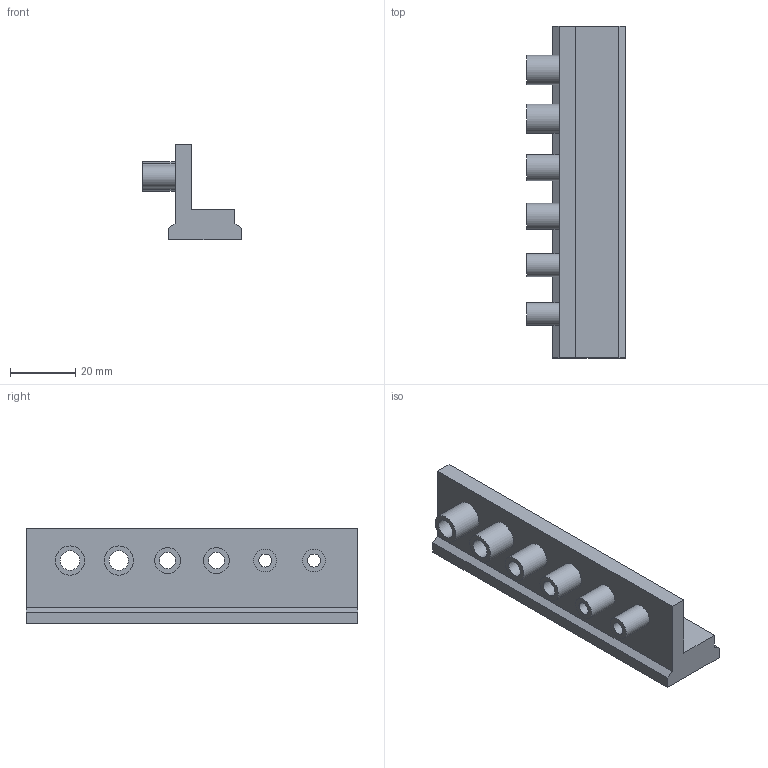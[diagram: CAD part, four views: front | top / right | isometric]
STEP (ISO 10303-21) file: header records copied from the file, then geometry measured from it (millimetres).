
FILE_DESCRIPTION(/* description */ (''),/* implementation_level */ '2;1');
FILE_NAME(/* name */ 'hexboard v1.step',/* time_stamp */ '2023-03-13T12:50:50+10:00',/* author */ (''),/* organization */ (''),/* preprocessor_version */ 'ST-DEVELOPER v19.2',/* originating_system */ 'Autodesk Translation Framework v11.17.0.187',/* authorisation */ '');
FILE_SCHEMA (('AUTOMOTIVE_DESIGN { 1 0 10303 214 3 1 1 }'));
Length unit declared in the file: millimetre
Products named in the file (2): hexboard; Driver Holder (1)
Assembly tree (1 placements, depth 2):
  hexboard
    Driver Holder (1)
Bounding box: 30.4 x 102 x 29.5 mm (x, y, z)
Volume: 31017 mm3; surface area: 13655.8 mm2
Topology: 1 solids, 1 shells, 30 faces, 66 edges, 44 vertices
Faces by surface type: plane 18, cylinder 12
Full cylindrical faces by diameter (mm): 4 x2, 5 x2, 6 x2, 7 x2, 8 x2, 9 x2
Entity records: 911 total; most frequent: DIRECTION 156, CARTESIAN_POINT 143, ORIENTED_EDGE 132, EDGE_CURVE 66, AXIS2_PLACEMENT_3D 57, EDGE_LOOP 48, VERTEX_POINT 44, LINE 42
